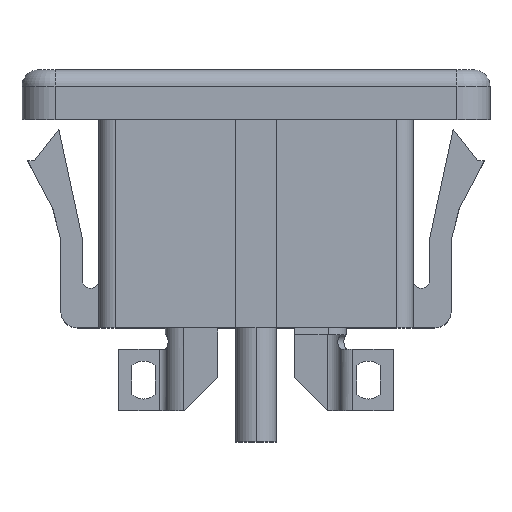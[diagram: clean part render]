
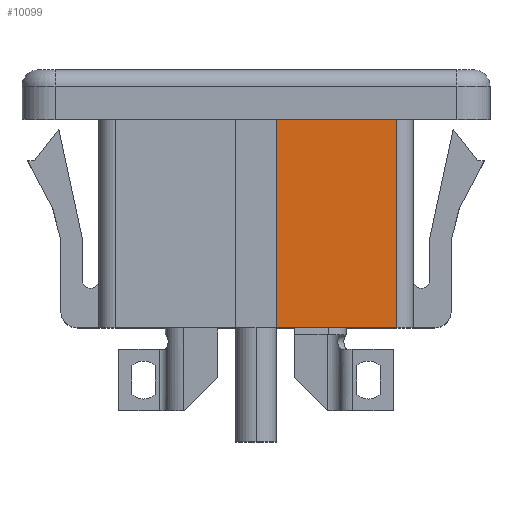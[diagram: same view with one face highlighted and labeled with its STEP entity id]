
A CAD part, top view. The second image highlights one B-rep face of the part: STEP entity #10099.
In plain terms, the highlighted planar face has unit normal (0, 0, 1).
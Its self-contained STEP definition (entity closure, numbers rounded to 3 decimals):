
#353 = FACE_OUTER_BOUND ( 'NONE', #11938, .T. ) ;
#574 = CARTESIAN_POINT ( 'NONE',  ( 9.5, -12.6, 6. ) ) ;
#575 = DIRECTION ( 'NONE',  ( 1., 0., 0. ) ) ;
#1355 = CARTESIAN_POINT ( 'NONE',  ( 8.5, 0., 6. ) ) ;
#1356 = DIRECTION ( 'NONE',  ( 0., 1., 0. ) ) ;
#1604 = CARTESIAN_POINT ( 'NONE',  ( 0., 0., 6. ) ) ;
#1605 = DIRECTION ( 'NONE',  ( -1., 0., 0. ) ) ;
#1940 = LINE ( 'NONE', #1355, #1941 ) ;
#1941 = VECTOR ( 'NONE', #1356, 1000. ) ;
#2004 = LINE ( 'NONE', #1604, #2005 ) ;
#2005 = VECTOR ( 'NONE', #1605, 1000. ) ;
#3216 = LINE ( 'NONE', #7600, #3230 ) ;
#3230 = VECTOR ( 'NONE', #7603, 1000. ) ;
#3285 = LINE ( 'NONE', #574, #3286 ) ;
#3286 = VECTOR ( 'NONE', #575, 1000. ) ;
#3661 = VERTEX_POINT ( 'NONE', #12189 ) ;
#3712 = VERTEX_POINT ( 'NONE', #12128 ) ;
#3715 = VERTEX_POINT ( 'NONE', #12131 ) ;
#3734 = VERTEX_POINT ( 'NONE', #12154 ) ;
#5862 = ORIENTED_EDGE ( 'NONE', *, *, #10991, .T. ) ;
#5863 = ORIENTED_EDGE ( 'NONE', *, *, #10494, .T. ) ;
#5864 = ORIENTED_EDGE ( 'NONE', *, *, #10527, .T. ) ;
#5865 = ORIENTED_EDGE ( 'NONE', *, *, #10948, .T. ) ;
#6274 = CARTESIAN_POINT ( 'NONE',  ( 9.5, 0., 6. ) ) ;
#6277 = PLANE ( 'NONE',  #8381 ) ;
#6285 = DIRECTION ( 'NONE',  ( 0., 0., 1. ) ) ;
#6286 = DIRECTION ( 'NONE',  ( 1., 0., 0. ) ) ;
#7600 = CARTESIAN_POINT ( 'NONE',  ( 1.225, 0., 6. ) ) ;
#7603 = DIRECTION ( 'NONE',  ( 0., -1., 0. ) ) ;
#8381 = AXIS2_PLACEMENT_3D ( 'NONE', #6274, #6285, #6286 ) ;
#10099 = ADVANCED_FACE ( 'NONE', ( #353 ), #6277, .T. ) ;
#10494 = EDGE_CURVE ( 'NONE', #3712, #3734, #3216, .T. ) ;
#10527 = EDGE_CURVE ( 'NONE', #3734, #3661, #3285, .T. ) ;
#10948 = EDGE_CURVE ( 'NONE', #3661, #3715, #1940, .T. ) ;
#10991 = EDGE_CURVE ( 'NONE', #3715, #3712, #2004, .T. ) ;
#11938 = EDGE_LOOP ( 'NONE', ( #5862, #5863, #5864, #5865 ) ) ;
#12128 = CARTESIAN_POINT ( 'NONE',  ( 1.225, 0., 6. ) ) ;
#12131 = CARTESIAN_POINT ( 'NONE',  ( 8.5, 0., 6. ) ) ;
#12154 = CARTESIAN_POINT ( 'NONE',  ( 1.225, -12.6, 6. ) ) ;
#12189 = CARTESIAN_POINT ( 'NONE',  ( 8.5, -12.6, 6. ) ) ;
